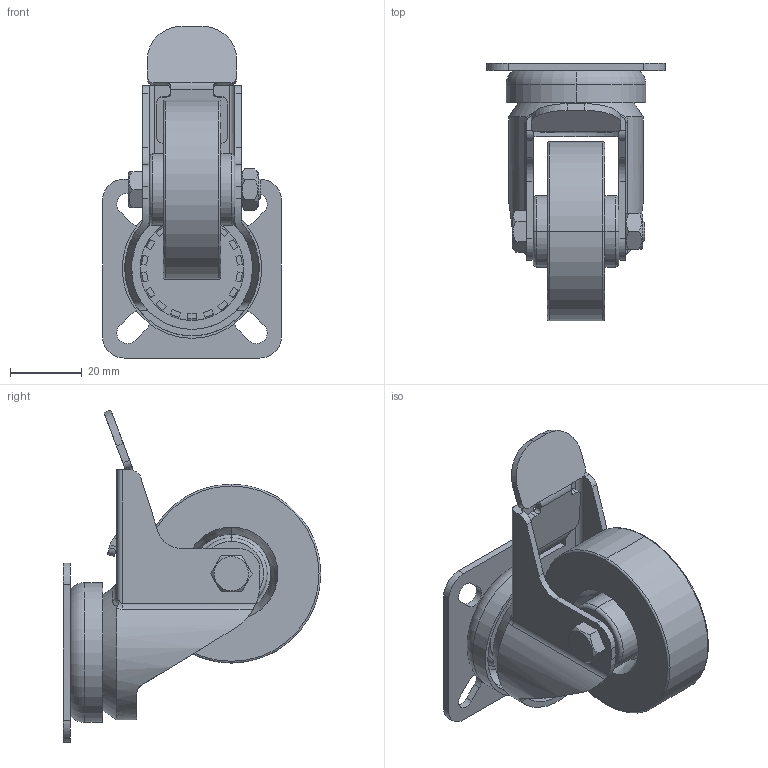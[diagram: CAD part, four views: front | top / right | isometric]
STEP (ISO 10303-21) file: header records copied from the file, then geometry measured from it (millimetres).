
FILE_DESCRIPTION (( 'STEP AP214' ), '1' );
FILE_NAME ('D80 Êîëåñî ñ òîðìîçîì O50, ñ ïëàòôîðìîé.STEP', '2021-06-11T09:36:34', ( 'Windows User' ), ( '' ), 'SwSTEP 2.0', 'SolidWorks 2021', '' );
FILE_SCHEMA (( 'AUTOMOTIVE_DESIGN' ));
Length unit declared in the file: millimetre
Products named in the file (7): D80 Êîëåñî ñ òîðìîçîì O50, ñ ïëàòôîðìîé; D80 Ïîäïèøïèêîâûé óçåë_00; D80 蹴濋趌00; D80 秬謽鍡_00; D80 鍔錓_00; D80 昜闉趌00; D81 扻錼勷_00
Assembly tree (6 placements, depth 2):
  D80 Êîëåñî ñ òîðìîçîì O50, ñ ïëàòôîðìîé
    D80 昜闉趌00
    D80 鍔錓_00
    D80 蹴濋趌00
    D81 扻錼勷_00
    D80 Ïîäïèøïèêîâûé óçåë_00
    D80 秬謽鍡_00
Bounding box: 50 x 72 x 92.77 mm (x, y, z)
Volume: 50830.7 mm3; surface area: 31191.2 mm2
Topology: 6 solids, 6 shells, 347 faces, 835 edges, 510 vertices
Faces by surface type: plane 202, cylinder 88, torus 29, cone 20, bspline 8
Entity records: 10924 total; most frequent: CARTESIAN_POINT 2503, DIRECTION 1744, ORIENTED_EDGE 1670, EDGE_CURVE 835, AXIS2_PLACEMENT_3D 629, VERTEX_POINT 510, VECTOR 486, LINE 486
